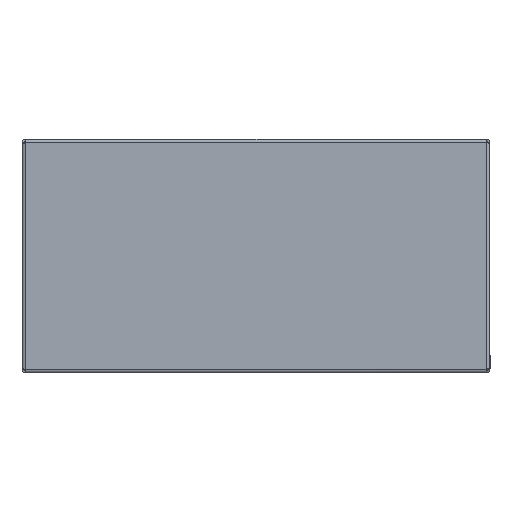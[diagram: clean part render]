
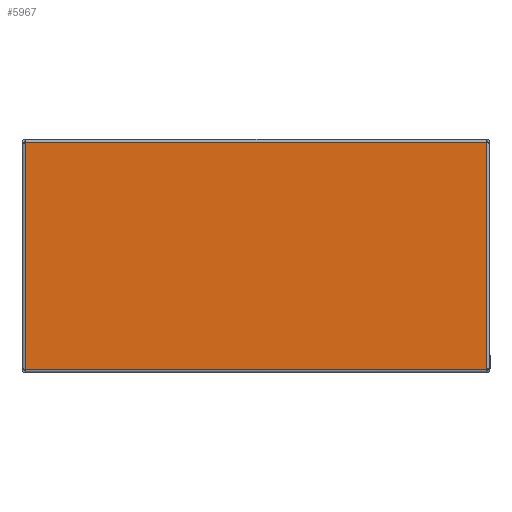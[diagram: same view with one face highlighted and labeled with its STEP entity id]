
A CAD part, front view. The second image highlights one B-rep face of the part: STEP entity #5967.
In plain terms, the highlighted planar face has unit normal (0, -1, 0).
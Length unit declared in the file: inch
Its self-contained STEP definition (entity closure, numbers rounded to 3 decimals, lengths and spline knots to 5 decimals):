
#71 = FACE_OUTER_BOUND ( 'NONE', #156, .T. ) ;
#132 = AXIS2_PLACEMENT_3D ( 'NONE', #6549, #1276, #3627 ) ;
#156 = EDGE_LOOP ( 'NONE', ( #3425, #1582, #6051, #6215 ) ) ;
#524 = EDGE_CURVE ( 'NONE', #3055, #7291, #6420, .T. ) ;
#529 = VECTOR ( 'NONE', #1658, 39.37008 ) ;
#566 = EDGE_CURVE ( 'NONE', #3904, #7325, #3430, .T. ) ;
#923 = CARTESIAN_POINT ( 'NONE',  ( -20.9548, 0., -12.66504 ) ) ;
#1276 = DIRECTION ( 'NONE',  ( 0., -1., 0. ) ) ;
#1559 = DIRECTION ( 'NONE',  ( -1., 0., 0. ) ) ;
#1582 = ORIENTED_EDGE ( 'NONE', *, *, #4455, .T. ) ;
#1618 = CARTESIAN_POINT ( 'NONE',  ( -11.83352, 0., 0. ) ) ;
#1658 = DIRECTION ( 'NONE',  ( 0., 0., 1. ) ) ;
#2105 = CARTESIAN_POINT ( 'NONE',  ( -11.83352, 0., -0.99806 ) ) ;
#2651 = LINE ( 'NONE', #923, #6139 ) ;
#2959 = CARTESIAN_POINT ( 'NONE',  ( 11.83352, 0., 0. ) ) ;
#3055 = VERTEX_POINT ( 'NONE', #7211 ) ;
#3425 = ORIENTED_EDGE ( 'NONE', *, *, #566, .T. ) ;
#3430 = LINE ( 'NONE', #1618, #4962 ) ;
#3627 = DIRECTION ( 'NONE',  ( 0., 0., -1. ) ) ;
#3904 = VERTEX_POINT ( 'NONE', #2105 ) ;
#4210 = PLANE ( 'NONE',  #132 ) ;
#4455 = EDGE_CURVE ( 'NONE', #7325, #3055, #2651, .T. ) ;
#4487 = LINE ( 'NONE', #6825, #6771 ) ;
#4626 = CARTESIAN_POINT ( 'NONE',  ( 11.83352, 0., -0.99806 ) ) ;
#4663 = CARTESIAN_POINT ( 'NONE',  ( -11.83352, 0., -12.66504 ) ) ;
#4941 = DIRECTION ( 'NONE',  ( 1., 0., 0. ) ) ;
#4962 = VECTOR ( 'NONE', #5841, 39.37008 ) ;
#5841 = DIRECTION ( 'NONE',  ( 0., 0., -1. ) ) ;
#5967 = ADVANCED_FACE ( 'NONE', ( #71 ), #4210, .T. ) ;
#6051 = ORIENTED_EDGE ( 'NONE', *, *, #524, .T. ) ;
#6139 = VECTOR ( 'NONE', #4941, 39.37008 ) ;
#6215 = ORIENTED_EDGE ( 'NONE', *, *, #6577, .T. ) ;
#6420 = LINE ( 'NONE', #2959, #529 ) ;
#6549 = CARTESIAN_POINT ( 'NONE',  ( -20.9548, 0., 0. ) ) ;
#6577 = EDGE_CURVE ( 'NONE', #7291, #3904, #4487, .T. ) ;
#6771 = VECTOR ( 'NONE', #1559, 39.37008 ) ;
#6825 = CARTESIAN_POINT ( 'NONE',  ( -20.9548, 0., -0.99806 ) ) ;
#7211 = CARTESIAN_POINT ( 'NONE',  ( 11.83352, 0., -12.66504 ) ) ;
#7291 = VERTEX_POINT ( 'NONE', #4626 ) ;
#7325 = VERTEX_POINT ( 'NONE', #4663 ) ;
